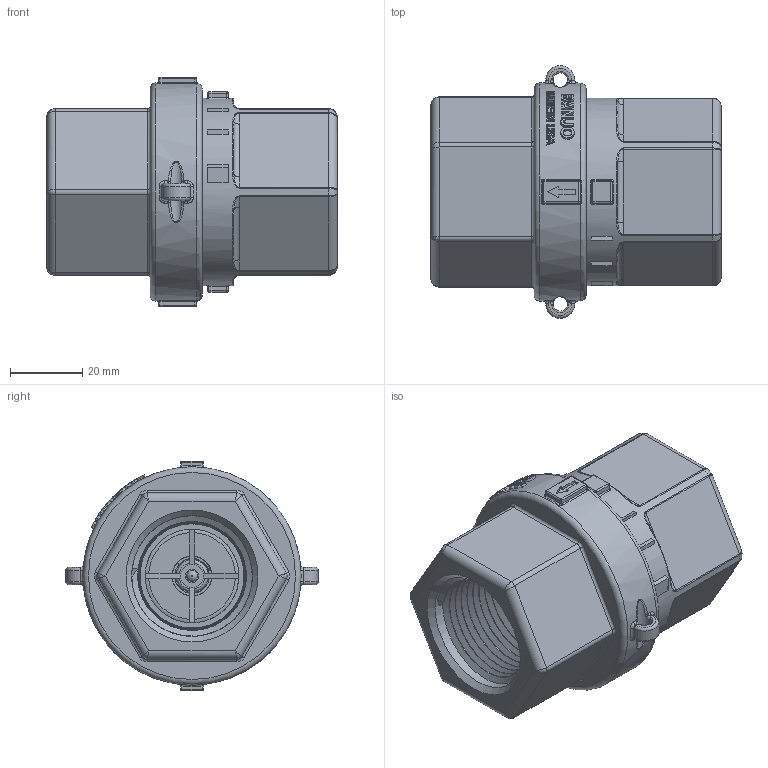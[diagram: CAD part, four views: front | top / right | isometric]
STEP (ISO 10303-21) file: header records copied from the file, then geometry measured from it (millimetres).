
FILE_DESCRIPTION(/* description */ ('1" NPT CHECKVALVE MALE HALF'),/* implementation_level */ '2;1');
FILE_NAME(/* name */ 'CV100.stp',/* time_stamp */ '2015-03-30T09:45:00-04:00',/* author */ ('mclevenger'),/* organization */ (''),/* preprocessor_version */ 'ST-DEVELOPER v15.6',/* originating_system */ 'Autodesk Inventor 2015',/* authorisation */ '');
FILE_SCHEMA (('AUTOMOTIVE_DESIGN { 1 0 10303 214 3 1 1 }'));
Products named in the file (7): CV10256; CV10254X; CV10254; CV10155; CV10175; CV101; CV100
Assembly tree (6 placements, depth 3):
  CV100
    CV10256
    CV10254
      CV10254X
    CV10155
    CV10175
    CV101
Bounding box: 80.19 x 69.77 x 63.5 mm (x, y, z)
Volume: 101224.8 mm3; surface area: 43054 mm2
Topology: 5 solids, 5 shells, 825 faces, 2068 edges, 1219 vertices
Faces by surface type: bspline 227, plane 220, cylinder 212, torus 112, cone 38, sphere 16
Full cylindrical faces by diameter (mm): 3.175 x1, 3.556 x1, 3.969 x2, 4.762 x1, 5.08 x1, 17.462 x1, 19.05 x1, 25.908 x2, 29.21 x1, 39.649 x1, 43.18 x1, 43.917 x1, 45.212 x1, 51.816 x1, 52.324 x1, 60.249 x1
Entity records: 51817 total; most frequent: CARTESIAN_POINT 34340, ORIENTED_EDGE 3802, DIRECTION 3213, EDGE_CURVE 1901, AXIS2_PLACEMENT_3D 1280, VERTEX_POINT 1170, EDGE_LOOP 899, FACE_OUTER_BOUND 805
